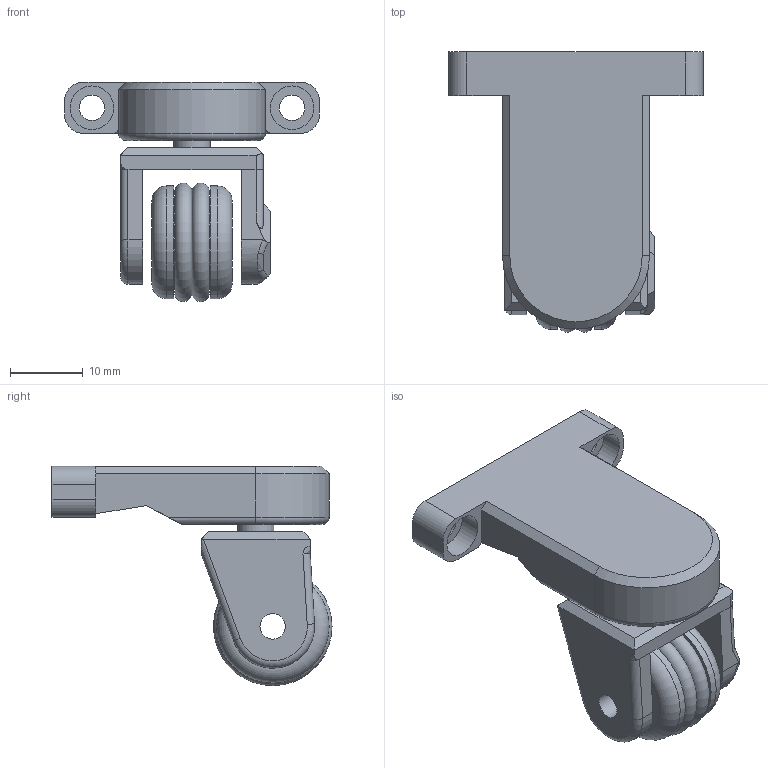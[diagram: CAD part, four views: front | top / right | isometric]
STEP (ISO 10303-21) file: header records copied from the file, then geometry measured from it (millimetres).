
FILE_DESCRIPTION(/* description */ (''),/* implementation_level */ '2;1');
FILE_NAME(/* name */ 'caster wheel.step',/* time_stamp */ '2023-09-15T16:02:44+02:00',/* author */ (''),/* organization */ (''),/* preprocessor_version */ 'ST-DEVELOPER v20',/* originating_system */ 'Autodesk Translation Framework v12.9.0.99',/* authorisation */ '');
FILE_SCHEMA (('AUTOMOTIVE_DESIGN { 1 0 10303 214 3 1 1 }'));
Length unit declared in the file: millimetre
Products named in the file (7): caster wheel (new); Attatchement; Wheel; Wheel Frame; O ring; O ring(Mirror); bearing
Assembly tree (6 placements, depth 2):
  caster wheel (new)
    Attatchement
    Wheel
    Wheel Frame
    O ring
    O ring(Mirror)
    bearing
Bounding box: 35 x 38.49 x 30.15 mm (x, y, z)
Volume: 9263 mm3; surface area: 7336.4 mm2
Topology: 7 solids, 7 shells, 112 faces, 259 edges, 165 vertices
Faces by surface type: plane 58, cylinder 35, bspline 10, torus 8, cone 1
Full cylindrical faces by diameter (mm): 3.5 x7, 5 x2, 6 x3, 11.5 x2, 15.5 x2, 16 x1, 16.2 x1
Entity records: 3743 total; most frequent: CARTESIAN_POINT 909, DIRECTION 569, ORIENTED_EDGE 516, EDGE_CURVE 258, AXIS2_PLACEMENT_3D 214, VERTEX_POINT 165, LINE 141, VECTOR 141
